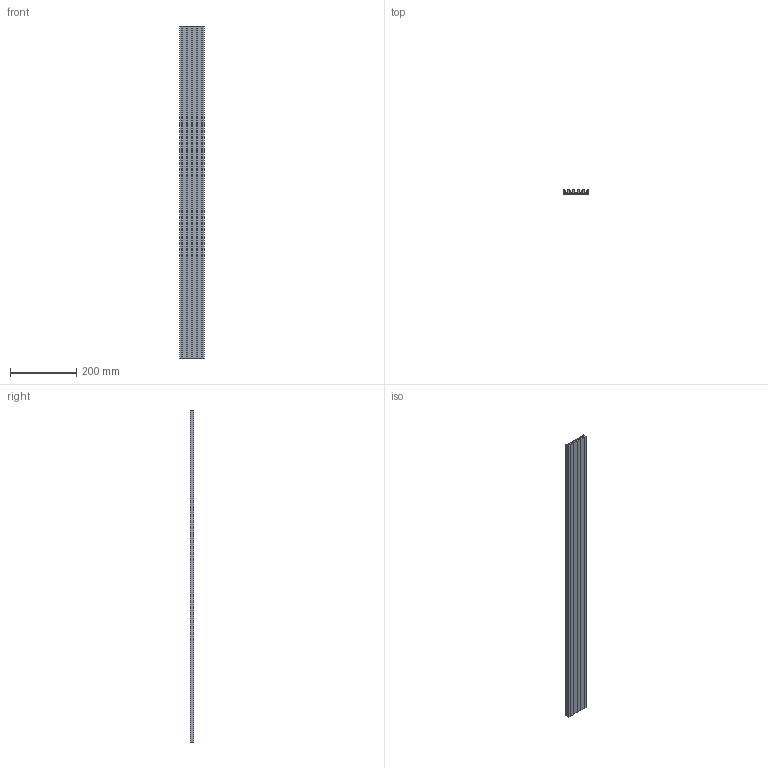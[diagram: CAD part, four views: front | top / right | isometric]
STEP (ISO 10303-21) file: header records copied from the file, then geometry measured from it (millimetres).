
FILE_DESCRIPTION (( 'STEP AP214' ), '1' );
FILE_NAME ('TL1X Ïðîôèëü äëÿ ñòîëà ë¸ãêèé 11x75 Ïàç 6.STEP', '2019-10-31T08:46:40', ( 'Windows User' ), ( '' ), 'SwSTEP 2.0', 'SolidWorks 2019', '' );
FILE_SCHEMA (( 'AUTOMOTIVE_DESIGN' ));
Length unit declared in the file: millimetre
Products named in the file (1): TL1X Ïðîôèëü äëÿ ñòîëà ë¸ãêèé 11x75 Ïàç 6
Bounding box: 74.9 x 11 x 1000 mm (x, y, z)
Volume: 504061.8 mm3; surface area: 286370.8 mm2
Topology: 1 solids, 1 shells, 150 faces, 444 edges, 296 vertices
Faces by surface type: plane 96, cylinder 54
Entity records: 5050 total; most frequent: CARTESIAN_POINT 891, ORIENTED_EDGE 888, DIRECTION 854, EDGE_CURVE 444, LINE 336, VECTOR 336, VERTEX_POINT 296, AXIS2_PLACEMENT_3D 259
